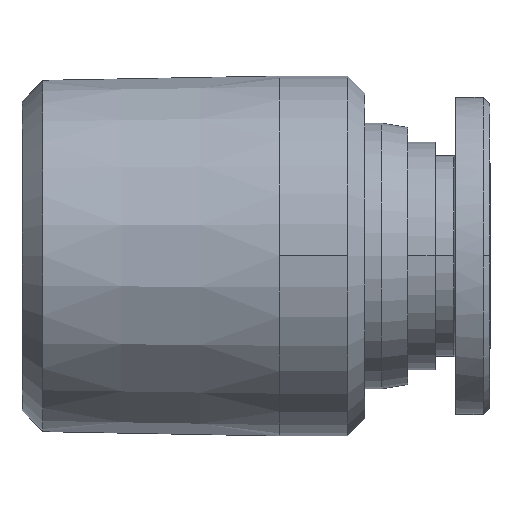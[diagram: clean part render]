
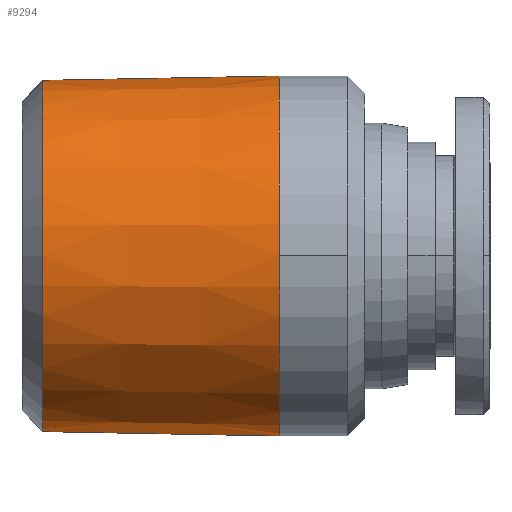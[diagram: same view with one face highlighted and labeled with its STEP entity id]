
A CAD part, top view. The second image highlights one B-rep face of the part: STEP entity #9294.
In plain terms, the highlighted conical face has half-angle 1.06 degrees and reference radius 10.5 mm.
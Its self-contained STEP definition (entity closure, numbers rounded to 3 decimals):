
#173 = CARTESIAN_POINT ( 'NONE',  ( 0., 10.245, -9.3 ) ) ;
#290 = CARTESIAN_POINT ( 'NONE',  ( 0., -10.5, 4.5 ) ) ;
#294 = CARTESIAN_POINT ( 'NONE',  ( 0., 0., 4.5 ) ) ;
#1059 = CARTESIAN_POINT ( 'NONE',  ( 0., 0., 4.5 ) ) ;
#1685 = CARTESIAN_POINT ( 'NONE',  ( 0., 10.5, 4.5 ) ) ;
#1863 = VERTEX_POINT ( 'NONE', #10019 ) ;
#2005 = EDGE_CURVE ( 'NONE', #1863, #6579, #3036, .T. ) ;
#2339 = DIRECTION ( 'NONE',  ( 0., 0., 1. ) ) ;
#2457 = EDGE_CURVE ( 'NONE', #13174, #11987, #3723, .T. ) ;
#2475 = ORIENTED_EDGE ( 'NONE', *, *, #2005, .T. ) ;
#2513 = LINE ( 'NONE', #290, #4480 ) ;
#2530 = VECTOR ( 'NONE', #9671, 1000. ) ;
#3036 = CIRCLE ( 'NONE', #8295, 10.5 ) ;
#3723 = CIRCLE ( 'NONE', #4258, 10.245 ) ;
#4258 = AXIS2_PLACEMENT_3D ( 'NONE', #13272, #8691, #10994 ) ;
#4480 = VECTOR ( 'NONE', #4779, 1000. ) ;
#4491 = DIRECTION ( 'NONE',  ( -1., 0., 0. ) ) ;
#4779 = DIRECTION ( 'NONE',  ( 0., -0.018, 1. ) ) ;
#4907 = EDGE_CURVE ( 'NONE', #11987, #1863, #2513, .T. ) ;
#4983 = CIRCLE ( 'NONE', #9271, 10.5 ) ;
#5214 = AXIS2_PLACEMENT_3D ( 'NONE', #9011, #2339, #5689 ) ;
#5401 = CONICAL_SURFACE ( 'NONE', #5214, 10.5, 0.018 ) ;
#5681 = EDGE_LOOP ( 'NONE', ( #8575, #10170, #5788, #2475, #8692 ) ) ;
#5689 = DIRECTION ( 'NONE',  ( 0., -1., 0. ) ) ;
#5788 = ORIENTED_EDGE ( 'NONE', *, *, #4907, .T. ) ;
#6579 = VERTEX_POINT ( 'NONE', #9608 ) ;
#6887 = DIRECTION ( 'NONE',  ( 0., 0., -1. ) ) ;
#7740 = FACE_OUTER_BOUND ( 'NONE', #5681, .T. ) ;
#7844 = EDGE_CURVE ( 'NONE', #13174, #11694, #13479, .T. ) ;
#8295 = AXIS2_PLACEMENT_3D ( 'NONE', #1059, #6887, #4491 ) ;
#8575 = ORIENTED_EDGE ( 'NONE', *, *, #7844, .F. ) ;
#8691 = DIRECTION ( 'NONE',  ( 0., 0., 1. ) ) ;
#8692 = ORIENTED_EDGE ( 'NONE', *, *, #11668, .T. ) ;
#9011 = CARTESIAN_POINT ( 'NONE',  ( 0., 0., 4.5 ) ) ;
#9271 = AXIS2_PLACEMENT_3D ( 'NONE', #294, #10606, #10658 ) ;
#9294 = ADVANCED_FACE ( 'NONE', ( #7740 ), #5401, .T. ) ;
#9608 = CARTESIAN_POINT ( 'NONE',  ( -10.5, 0., 4.5 ) ) ;
#9671 = DIRECTION ( 'NONE',  ( 0., 0.018, 1. ) ) ;
#9806 = CARTESIAN_POINT ( 'NONE',  ( 0., -10.245, -9.3 ) ) ;
#10019 = CARTESIAN_POINT ( 'NONE',  ( 0., -10.5, 4.5 ) ) ;
#10170 = ORIENTED_EDGE ( 'NONE', *, *, #2457, .T. ) ;
#10454 = CARTESIAN_POINT ( 'NONE',  ( 0., 10.5, 4.5 ) ) ;
#10606 = DIRECTION ( 'NONE',  ( 0., 0., -1. ) ) ;
#10658 = DIRECTION ( 'NONE',  ( -1., 0., 0. ) ) ;
#10994 = DIRECTION ( 'NONE',  ( -1., 0., 0. ) ) ;
#11668 = EDGE_CURVE ( 'NONE', #6579, #11694, #4983, .T. ) ;
#11694 = VERTEX_POINT ( 'NONE', #10454 ) ;
#11987 = VERTEX_POINT ( 'NONE', #9806 ) ;
#13174 = VERTEX_POINT ( 'NONE', #173 ) ;
#13272 = CARTESIAN_POINT ( 'NONE',  ( 0., 0., -9.3 ) ) ;
#13479 = LINE ( 'NONE', #1685, #2530 ) ;
